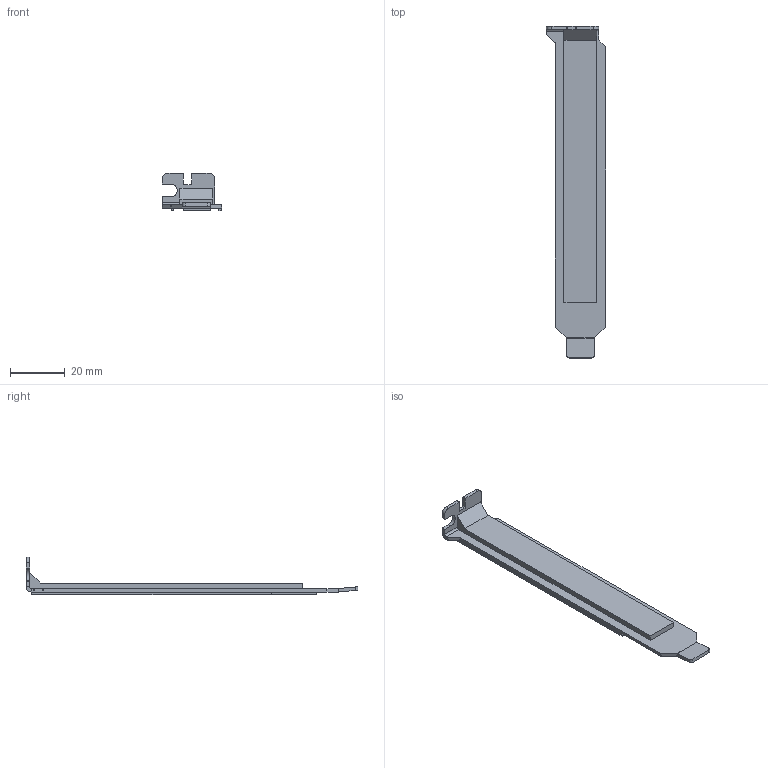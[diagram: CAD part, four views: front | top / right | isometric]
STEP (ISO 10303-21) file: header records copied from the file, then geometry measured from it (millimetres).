
FILE_DESCRIPTION(('FreeCAD Model'),'2;1');
FILE_NAME('Open CASCADE Shape Model','2024-09-04T10:26:58',(''),(''), 'Open CASCADE STEP processor 7.6','FreeCAD','Unknown');
FILE_SCHEMA(('AUTOMOTIVE_DESIGN { 1 0 10303 214 1 1 1 1 }'));
Length unit declared in the file: millimetre
Products named in the file (1): Тіло
Bounding box: 21.59 x 121.31 x 13.7 mm (x, y, z)
Volume: 5815.4 mm3; surface area: 5842.5 mm2
Topology: 1 solids, 1 shells, 76 faces, 198 edges, 125 vertices
Faces by surface type: plane 52, cylinder 22, bspline 2
Entity records: 2330 total; most frequent: CARTESIAN_POINT 432, ORIENTED_EDGE 396, DIRECTION 384, EDGE_CURVE 198, LINE 146, VECTOR 146, VERTEX_POINT 125, AXIS2_PLACEMENT_3D 119
